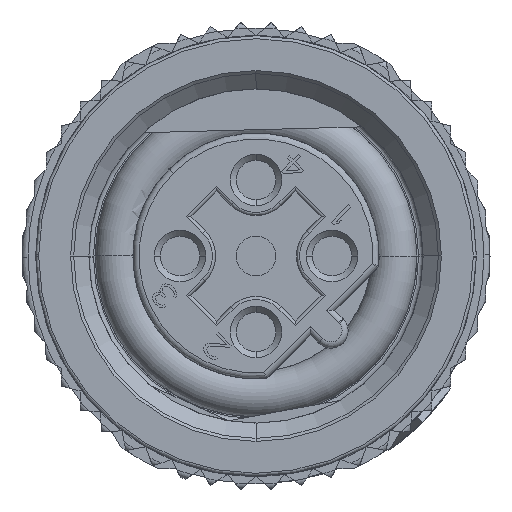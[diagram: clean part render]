
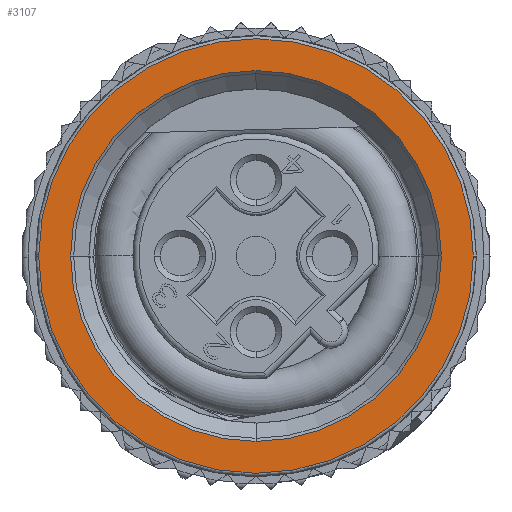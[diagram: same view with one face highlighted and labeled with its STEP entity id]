
A CAD part, front view. The second image highlights one B-rep face of the part: STEP entity #3107.
In plain terms, the highlighted planar face has unit normal (0, -1, 0).
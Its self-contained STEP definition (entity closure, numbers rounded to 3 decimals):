
#3107=ADVANCED_FACE('',(#6338,#6339),#6340,.T.);
#6338=FACE_OUTER_BOUND('',#11874,.T.);
#6339=FACE_BOUND('',#11875,.T.);
#6340=PLANE('',#11876);
#11874=EDGE_LOOP('',(#26461,#26462,#26463,#26464));
#11875=EDGE_LOOP('',(#26465,#26466,#26467,#26468));
#11876=AXIS2_PLACEMENT_3D('',#26469,#26470,#26471);
#26461=ORIENTED_EDGE('',*,*,#30945,.F.);
#26462=ORIENTED_EDGE('',*,*,#29344,.F.);
#26463=ORIENTED_EDGE('',*,*,#30943,.F.);
#26464=ORIENTED_EDGE('',*,*,#29349,.F.);
#26465=ORIENTED_EDGE('',*,*,#30953,.F.);
#26466=ORIENTED_EDGE('',*,*,#29327,.F.);
#26467=ORIENTED_EDGE('',*,*,#29334,.F.);
#26468=ORIENTED_EDGE('',*,*,#30954,.F.);
#26469=CARTESIAN_POINT('',(0.0,-12.4,0.0));
#26470=DIRECTION('',(0.0,-1.0,0.0));
#26471=DIRECTION('',(1.0,0.0,0.0));
#29327=EDGE_CURVE('',#33906,#33904,#33908,.T.);
#29334=EDGE_CURVE('',#33916,#33906,#33918,.T.);
#29344=EDGE_CURVE('',#33934,#33930,#33936,.T.);
#29349=EDGE_CURVE('',#33943,#33939,#33945,.T.);
#30943=EDGE_CURVE('',#33939,#33934,#36235,.T.);
#30945=EDGE_CURVE('',#33930,#33943,#36237,.T.);
#30953=EDGE_CURVE('',#33904,#36246,#36247,.T.);
#30954=EDGE_CURVE('',#36246,#33916,#36248,.T.);
#33904=VERTEX_POINT('',#40797);
#33906=VERTEX_POINT('',#40800);
#33908=CIRCLE('',#40803,6.1);
#33916=VERTEX_POINT('',#40812);
#33918=CIRCLE('',#40815,6.1);
#33930=VERTEX_POINT('',#40827);
#33934=VERTEX_POINT('',#40831);
#33936=CIRCLE('',#40833,7.15);
#33939=VERTEX_POINT('',#40836);
#33943=VERTEX_POINT('',#40840);
#33945=CIRCLE('',#40842,7.15);
#36235=CIRCLE('',#46041,7.15);
#36237=CIRCLE('',#46043,7.15);
#36246=VERTEX_POINT('',#46054);
#36247=CIRCLE('',#46055,6.1);
#36248=CIRCLE('',#46056,6.1);
#40797=CARTESIAN_POINT('',(0.0,-12.4,6.1));
#40800=CARTESIAN_POINT('',(6.1,-12.4,0.0));
#40803=AXIS2_PLACEMENT_3D('',#52031,#52032,#52033);
#40812=CARTESIAN_POINT('',(0.0,-12.4,-6.1));
#40815=AXIS2_PLACEMENT_3D('',#52042,#52043,#52044);
#40827=CARTESIAN_POINT('',(-7.15,-12.4,0.052));
#40831=CARTESIAN_POINT('',(-7.15,-12.4,0.0));
#40833=AXIS2_PLACEMENT_3D('',#52066,#52067,#52068);
#40836=CARTESIAN_POINT('',(7.15,-12.4,-0.052));
#40840=CARTESIAN_POINT('',(7.15,-12.4,0.0));
#40842=AXIS2_PLACEMENT_3D('',#52078,#52079,#52080);
#46041=AXIS2_PLACEMENT_3D('',#53979,#53980,#53981);
#46043=AXIS2_PLACEMENT_3D('',#53982,#53983,#53984);
#46054=CARTESIAN_POINT('',(-6.1,-12.4,0.0));
#46055=AXIS2_PLACEMENT_3D('',#53993,#53994,#53995);
#46056=AXIS2_PLACEMENT_3D('',#53996,#53997,#53998);
#52031=CARTESIAN_POINT('',(0.0,-12.4,0.0));
#52032=DIRECTION('',(0.0,-1.0,0.0));
#52033=DIRECTION('',(1.0,0.0,0.0));
#52042=CARTESIAN_POINT('',(0.0,-12.4,0.0));
#52043=DIRECTION('',(0.0,-1.0,0.0));
#52044=DIRECTION('',(0.0,0.0,-1.0));
#52066=CARTESIAN_POINT('',(0.0,-12.4,0.0));
#52067=DIRECTION('',(0.0,1.0,0.0));
#52068=DIRECTION('',(-1.0,0.0,0.0));
#52078=CARTESIAN_POINT('',(0.0,-12.4,0.0));
#52079=DIRECTION('',(-0.0,1.0,0.0));
#52080=DIRECTION('',(1.0,0.0,0.0));
#53979=CARTESIAN_POINT('',(0.0,-12.4,0.0));
#53980=DIRECTION('',(0.0,1.0,0.0));
#53981=DIRECTION('',(1.,0.0,-0.007));
#53982=CARTESIAN_POINT('',(0.0,-12.4,0.0));
#53983=DIRECTION('',(0.0,1.0,0.0));
#53984=DIRECTION('',(-1.,0.0,0.007));
#53993=CARTESIAN_POINT('',(0.0,-12.4,0.0));
#53994=DIRECTION('',(0.0,-1.0,0.0));
#53995=DIRECTION('',(0.0,0.0,1.0));
#53996=CARTESIAN_POINT('',(0.0,-12.4,0.0));
#53997=DIRECTION('',(0.0,-1.0,0.0));
#53998=DIRECTION('',(-1.0,0.0,0.0));
